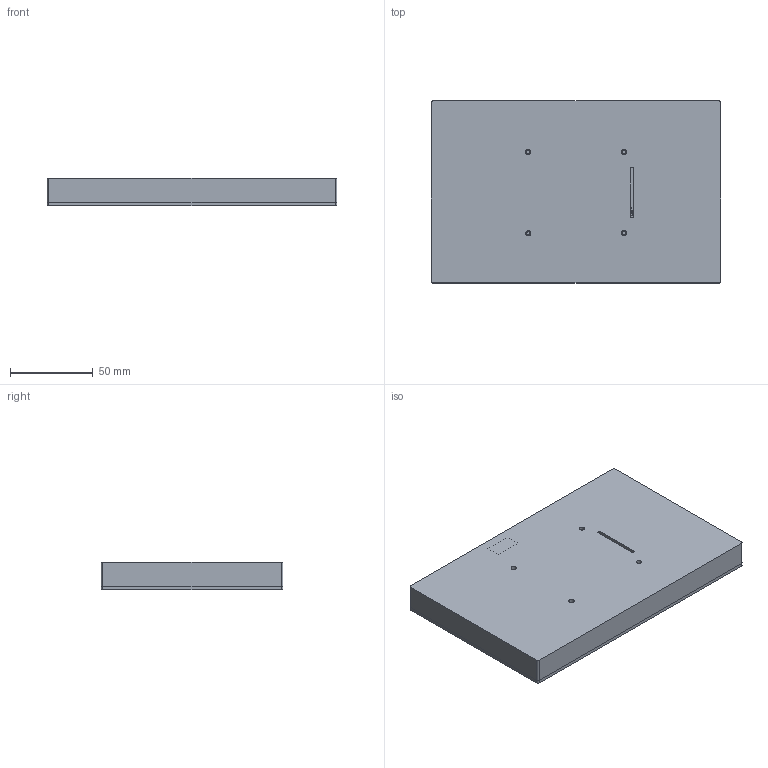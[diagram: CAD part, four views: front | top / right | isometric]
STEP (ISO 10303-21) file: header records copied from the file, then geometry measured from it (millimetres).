
FILE_DESCRIPTION(/* description */ (''),/* implementation_level */ '2;1');
FILE_NAME(/* name */ 'ScreenMountV2.4 v10.step',/* time_stamp */ '2022-05-08T20:31:41+02:00',/* author */ (''),/* organization */ (''),/* preprocessor_version */ 'ST-DEVELOPER v18.1',/* originating_system */ 'Autodesk Translation Framework v10.14.0.1471',/* authorisation */ '');
FILE_SCHEMA (('AUTOMOTIVE_DESIGN { 1 0 10303 214 3 1 1 }'));
Products named in the file (238): ScreenMountV2.4; Display; PiTFT70; Touchscreen_Panel; Board; SMD-Parts; L1; R23; C3; C1; U4; QFN48-6X6; QFN40-6X6_ËÜÌå; QFN40_Òý½Å; LOGO?0.25 (1); C2; U5; SOT-23-5; XT1; User_Library-GeyerElectronics_KX7; 420556432; Extruded (1); R16; R10; R9; R7; RP1; 3303W (1); LOGO?; 3303W; R3; R1; D7; User_Library-led_0805; R22; R21; R20; R19; R0805; R14 ...
Assembly tree (466 placements, depth 12):
  ScreenMountV2.4
    Display
      PiTFT70
        Spacer  x7
        Touchscreen_Panel
        Board
          SMD-Parts
            L1
              420556160
                Extruded
            R23
              R0603
            C3
              420561600
                Extruded (5)
              420561464  x2
                Extruded (6)
            C1
              420561600
                Extruded (5)
              420561464  x2
                Extruded (6)
            U4
              QFN48-6X6
                QFN40-6X6_ËÜÌå
                QFN40_Òý½Å  x40
                LOGO?0.25 (1)
            C2
              420561600
                Extruded (5)
              420561464  x2
                Extruded (6)
            U5
              SOT-23-5
            XT1
              User_Library-GeyerElectronics_KX7
              420556432
                Extruded (1)
            R16
              R0603
            R10
              R0603
            R9
              R0603
            R7
              R0603
            RP1
              3303W (1)
                LOGO?
                3303W
            R3
              R0603
            R1
              R0603
            D7
              User_Library-led_0805
            R22
              R0603
            R21
              R0603
Bounding box: 175 x 110 x 16.91 mm (x, y, z)
Volume: 194670.8 mm3; surface area: 142516 mm2
Topology: 367 solids, 369 shells, 6327 faces, 15670 edges, 10288 vertices
Faces by surface type: plane 4110, bspline 1568, cylinder 542, torus 69, sphere 20, cone 18
Full cylindrical faces by diameter (mm): 0.013 x2, 0.014 x1, 0.025 x1, 0.1 x6, 0.112 x3, 0.2 x3, 0.3 x2, 0.65 x2, 0.728 x1, 0.75 x2, 0.8 x1, 0.84 x1, 1.2 x2, 1.3 x1, 1.5 x1, 2.075 x8, 2.55 x8, 2.9 x8, 3.05 x1, 3.2 x4, 5.5 x8
Entity records: 99324 total; most frequent: CARTESIAN_POINT 37297, ORIENTED_EDGE 11826, DIRECTION 11016, EDGE_CURVE 5917, LINE 4270, VECTOR 4270, VERTEX_POINT 3872, AXIS2_PLACEMENT_3D 3373
